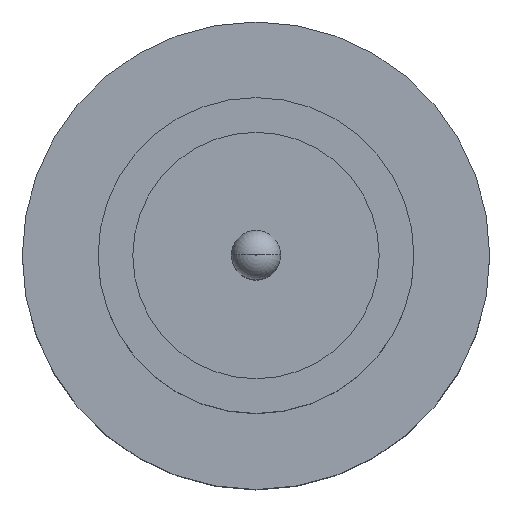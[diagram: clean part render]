
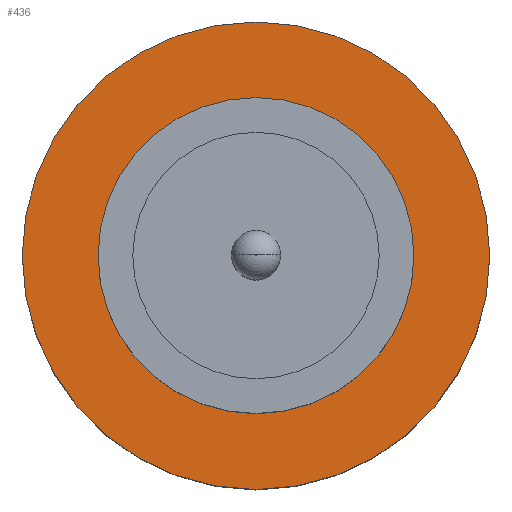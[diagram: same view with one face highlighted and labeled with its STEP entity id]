
A CAD part, top view. The second image highlights one B-rep face of the part: STEP entity #436.
In plain terms, the highlighted planar face has unit normal (0, 0, 1).
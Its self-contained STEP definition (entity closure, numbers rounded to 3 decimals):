
#3 = ORIENTED_EDGE ( 'NONE', *, *, #482, .T. ) ;
#9 = DIRECTION ( 'NONE',  ( 1., 0., 0. ) ) ;
#39 = DIRECTION ( 'NONE',  ( 1., 0., 0. ) ) ;
#46 = CARTESIAN_POINT ( 'NONE',  ( -1.85, 0., 1.55 ) ) ;
#59 = EDGE_LOOP ( 'NONE', ( #343, #376 ) ) ;
#64 = CARTESIAN_POINT ( 'NONE',  ( 1.85, 0., 1.55 ) ) ;
#71 = DIRECTION ( 'NONE',  ( 0., 0., 1. ) ) ;
#93 = VERTEX_POINT ( 'NONE', #64 ) ;
#114 = CIRCLE ( 'NONE', #536, 1.25 ) ;
#130 = CIRCLE ( 'NONE', #475, 1.85 ) ;
#171 = CIRCLE ( 'NONE', #728, 1.25 ) ;
#175 = CARTESIAN_POINT ( 'NONE',  ( 0., 0., 1.55 ) ) ;
#181 = AXIS2_PLACEMENT_3D ( 'NONE', #769, #71, #292 ) ;
#192 = DIRECTION ( 'NONE',  ( 1., 0., 0. ) ) ;
#210 = FACE_BOUND ( 'NONE', #59, .T. ) ;
#222 = PLANE ( 'NONE',  #181 ) ;
#284 = CARTESIAN_POINT ( 'NONE',  ( 1.25, 0., 1.55 ) ) ;
#292 = DIRECTION ( 'NONE',  ( 1., 0., 0. ) ) ;
#301 = FACE_OUTER_BOUND ( 'NONE', #506, .T. ) ;
#322 = CIRCLE ( 'NONE', #788, 1.85 ) ;
#343 = ORIENTED_EDGE ( 'NONE', *, *, #727, .F. ) ;
#376 = ORIENTED_EDGE ( 'NONE', *, *, #673, .F. ) ;
#436 = ADVANCED_FACE ( 'NONE', ( #210, #301 ), #222, .T. ) ;
#451 = DIRECTION ( 'NONE',  ( 0., 0., 1. ) ) ;
#469 = CARTESIAN_POINT ( 'NONE',  ( -1.25, 0., 1.55 ) ) ;
#475 = AXIS2_PLACEMENT_3D ( 'NONE', #646, #781, #504 ) ;
#482 = EDGE_CURVE ( 'NONE', #818, #93, #130, .T. ) ;
#499 = DIRECTION ( 'NONE',  ( 0., 0., 1. ) ) ;
#504 = DIRECTION ( 'NONE',  ( 1., 0., 0. ) ) ;
#506 = EDGE_LOOP ( 'NONE', ( #3, #510 ) ) ;
#510 = ORIENTED_EDGE ( 'NONE', *, *, #834, .T. ) ;
#511 = VERTEX_POINT ( 'NONE', #284 ) ;
#536 = AXIS2_PLACEMENT_3D ( 'NONE', #175, #451, #39 ) ;
#641 = CARTESIAN_POINT ( 'NONE',  ( 0., 0., 1.55 ) ) ;
#646 = CARTESIAN_POINT ( 'NONE',  ( 0., 0., 1.55 ) ) ;
#672 = CARTESIAN_POINT ( 'NONE',  ( 0., 0., 1.55 ) ) ;
#673 = EDGE_CURVE ( 'NONE', #825, #511, #114, .T. ) ;
#727 = EDGE_CURVE ( 'NONE', #511, #825, #171, .T. ) ;
#728 = AXIS2_PLACEMENT_3D ( 'NONE', #672, #811, #192 ) ;
#769 = CARTESIAN_POINT ( 'NONE',  ( 0., 0., 1.55 ) ) ;
#781 = DIRECTION ( 'NONE',  ( 0., 0., 1. ) ) ;
#788 = AXIS2_PLACEMENT_3D ( 'NONE', #641, #499, #9 ) ;
#811 = DIRECTION ( 'NONE',  ( 0., 0., 1. ) ) ;
#818 = VERTEX_POINT ( 'NONE', #46 ) ;
#825 = VERTEX_POINT ( 'NONE', #469 ) ;
#834 = EDGE_CURVE ( 'NONE', #93, #818, #322, .T. ) ;
